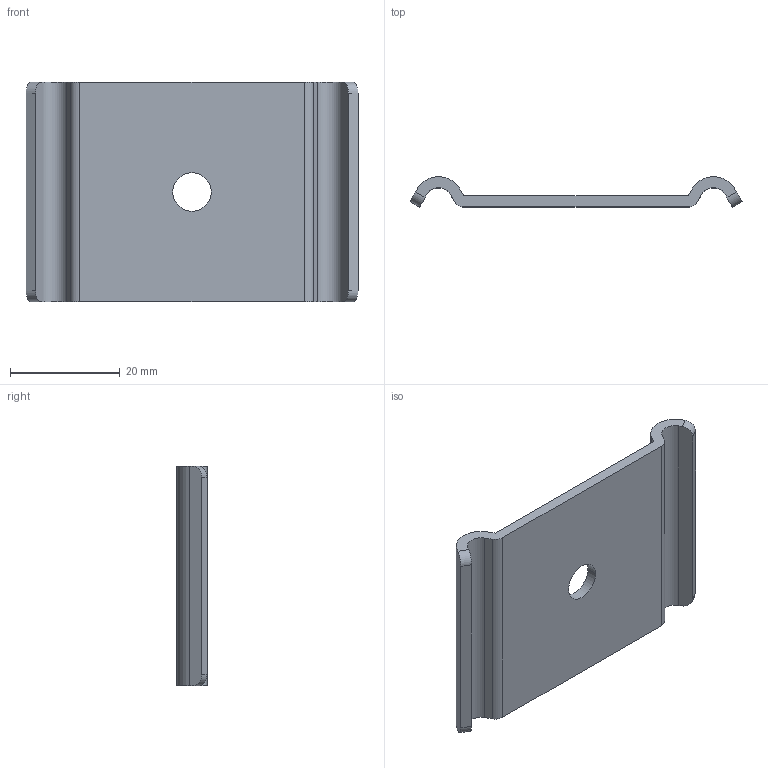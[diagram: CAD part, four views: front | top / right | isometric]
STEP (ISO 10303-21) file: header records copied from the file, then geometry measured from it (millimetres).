
FILE_DESCRIPTION((''),'2;1');
FILE_NAME('6015263','2012-07-05T',('AndreasKeweloh'),(''),'PRO/ENGINEER BY PARAMETRIC TECHNOLOGY CORPORATION, 2012130','PRO/ENGINEER BY PARAMETRIC TECHNOLOGY CORPORATION, 2012130','');
FILE_SCHEMA(('CONFIG_CONTROL_DESIGN'));
Length unit declared in the file: millimetre
Products named in the file (1): 6015263
Bounding box: 60.39 x 5.5 x 40 mm (x, y, z)
Volume: 5164.2 mm3; surface area: 5623.7 mm2
Topology: 1 solids, 1 shells, 26 faces, 72 edges, 48 vertices
Faces by surface type: plane 14, cylinder 12
Entity records: 882 total; most frequent: DIRECTION 148, CARTESIAN_POINT 146, ORIENTED_EDGE 144, EDGE_CURVE 72, AXIS2_PLACEMENT_3D 50, VECTOR 48, LINE 48, VERTEX_POINT 48
